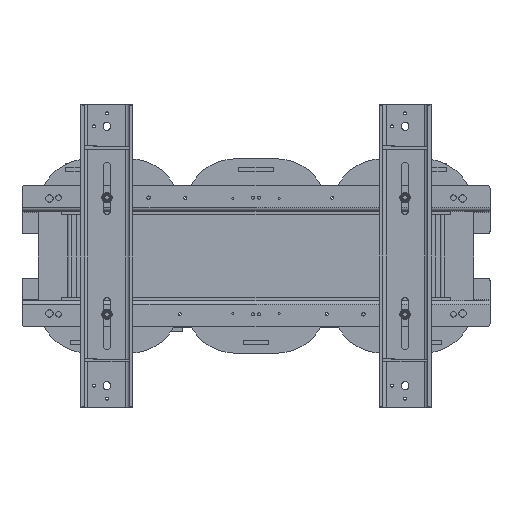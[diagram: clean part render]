
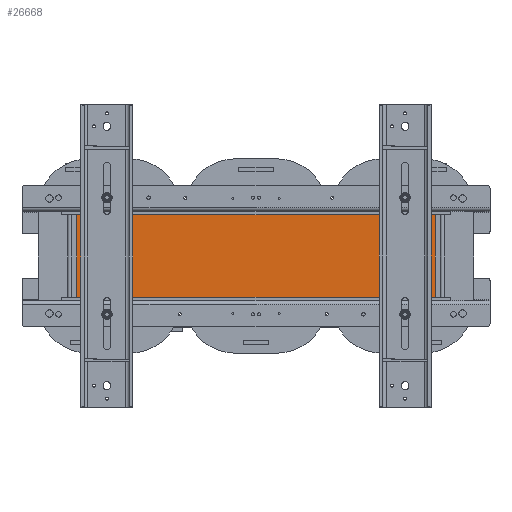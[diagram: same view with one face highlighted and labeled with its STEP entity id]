
A CAD part, front view. The second image highlights one B-rep face of the part: STEP entity #26668.
In plain terms, the highlighted planar face has unit normal (0, -1, 0).
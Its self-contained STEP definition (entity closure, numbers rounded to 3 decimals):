
#5606=FACE_OUTER_BOUND('',#7268,.T.);
#7268=EDGE_LOOP('',(#19064,#19065,#19066,#19067));
#10042=LINE('',#39431,#11564);
#10046=LINE('',#39439,#11568);
#10052=LINE('',#39450,#11574);
#10053=LINE('',#39452,#11575);
#11564=VECTOR('',#31667,10.);
#11568=VECTOR('',#31673,10.);
#11574=VECTOR('',#31683,10.);
#11575=VECTOR('',#31686,10.);
#13090=VERTEX_POINT('',#39429);
#13091=VERTEX_POINT('',#39430);
#13094=VERTEX_POINT('',#39438);
#13097=VERTEX_POINT('',#39448);
#15633=EDGE_CURVE('',#13090,#13091,#10042,.T.);
#15637=EDGE_CURVE('',#13094,#13091,#10046,.T.);
#15643=EDGE_CURVE('',#13090,#13097,#10052,.T.);
#15644=EDGE_CURVE('',#13094,#13097,#10053,.T.);
#19064=ORIENTED_EDGE('',*,*,#15643,.T.);
#19065=ORIENTED_EDGE('',*,*,#15644,.F.);
#19066=ORIENTED_EDGE('',*,*,#15637,.T.);
#19067=ORIENTED_EDGE('',*,*,#15633,.F.);
#25788=PLANE('',#28498);
#26668=ADVANCED_FACE('',(#5606),#25788,.T.);
#28498=AXIS2_PLACEMENT_3D('',#39451,#31684,#31685);
#31667=DIRECTION('',(-1.,0.,0.));
#31673=DIRECTION('',(0.,0.,-1.));
#31683=DIRECTION('',(0.,0.,1.));
#31684=DIRECTION('center_axis',(0.,-1.,0.));
#31685=DIRECTION('ref_axis',(1.,0.,0.));
#31686=DIRECTION('',(1.,0.,0.));
#39429=CARTESIAN_POINT('',(415.,-540.,-95.));
#39430=CARTESIAN_POINT('',(-415.,-540.,-95.));
#39431=CARTESIAN_POINT('',(415.,-540.,-95.));
#39438=CARTESIAN_POINT('',(-415.,-540.,95.));
#39439=CARTESIAN_POINT('',(-415.,-540.,0.));
#39448=CARTESIAN_POINT('',(415.,-540.,95.));
#39450=CARTESIAN_POINT('',(415.,-540.,0.));
#39451=CARTESIAN_POINT('Origin',(-415.,-540.,0.));
#39452=CARTESIAN_POINT('',(415.,-540.,95.));
